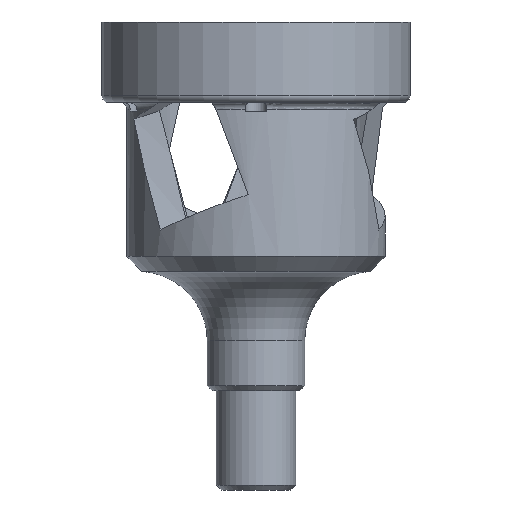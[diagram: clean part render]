
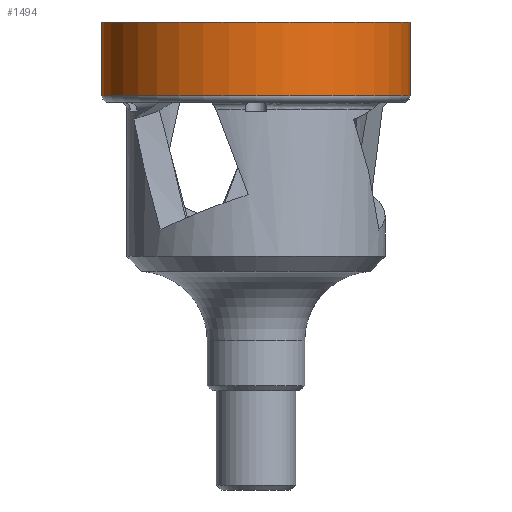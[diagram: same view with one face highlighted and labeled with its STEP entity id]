
A CAD part, front view. The second image highlights one B-rep face of the part: STEP entity #1494.
In plain terms, the highlighted cylindrical face has radius 15.5 mm (diameter 31 mm), a partial arc.
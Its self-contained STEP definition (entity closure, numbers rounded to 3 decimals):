
#12 = CARTESIAN_POINT ( 'NONE',  ( -15.5, 0., 15. ) ) ;
#16 = ORIENTED_EDGE ( 'NONE', *, *, #2249, .T. ) ;
#135 = VECTOR ( 'NONE', #985, 1000. ) ;
#211 = CIRCLE ( 'NONE', #1623, 15.5 ) ;
#293 = CYLINDRICAL_SURFACE ( 'NONE', #2754, 15.5 ) ;
#489 = CARTESIAN_POINT ( 'NONE',  ( 0., 0., 15. ) ) ;
#504 = DIRECTION ( 'NONE',  ( 1., 0., 0. ) ) ;
#617 = ORIENTED_EDGE ( 'NONE', *, *, #1594, .T. ) ;
#643 = LINE ( 'NONE', #12, #3075 ) ;
#693 = VERTEX_POINT ( 'NONE', #1686 ) ;
#930 = FACE_OUTER_BOUND ( 'NONE', #3009, .T. ) ;
#985 = DIRECTION ( 'NONE',  ( 0., 0., 1. ) ) ;
#1036 = CARTESIAN_POINT ( 'NONE',  ( -15.5, 0., 15.7 ) ) ;
#1039 = CARTESIAN_POINT ( 'NONE',  ( 0., 0., 15.7 ) ) ;
#1166 = DIRECTION ( 'NONE',  ( 0., 0., 1. ) ) ;
#1386 = VERTEX_POINT ( 'NONE', #2442 ) ;
#1494 = ADVANCED_FACE ( 'NONE', ( #930 ), #293, .T. ) ;
#1510 = CIRCLE ( 'NONE', #4051, 15.5 ) ;
#1594 = EDGE_CURVE ( 'NONE', #1832, #693, #1510, .T. ) ;
#1623 = AXIS2_PLACEMENT_3D ( 'NONE', #2956, #3305, #2257 ) ;
#1686 = CARTESIAN_POINT ( 'NONE',  ( 15.5, 0., 15.7 ) ) ;
#1832 = VERTEX_POINT ( 'NONE', #1036 ) ;
#2045 = LINE ( 'NONE', #3993, #135 ) ;
#2249 = EDGE_CURVE ( 'NONE', #693, #1386, #2045, .T. ) ;
#2257 = DIRECTION ( 'NONE',  ( 1., 0., 0. ) ) ;
#2442 = CARTESIAN_POINT ( 'NONE',  ( 15.5, 0., 23.1 ) ) ;
#2754 = AXIS2_PLACEMENT_3D ( 'NONE', #489, #1166, #504 ) ;
#2956 = CARTESIAN_POINT ( 'NONE',  ( 0., 0., 23.1 ) ) ;
#3009 = EDGE_LOOP ( 'NONE', ( #3388, #617, #16, #3552 ) ) ;
#3035 = VERTEX_POINT ( 'NONE', #4198 ) ;
#3075 = VECTOR ( 'NONE', #4097, 1000. ) ;
#3216 = EDGE_CURVE ( 'NONE', #3035, #1386, #211, .T. ) ;
#3305 = DIRECTION ( 'NONE',  ( 0., 0., 1. ) ) ;
#3388 = ORIENTED_EDGE ( 'NONE', *, *, #4100, .F. ) ;
#3552 = ORIENTED_EDGE ( 'NONE', *, *, #3216, .F. ) ;
#3768 = DIRECTION ( 'NONE',  ( 0., 0., 1. ) ) ;
#3993 = CARTESIAN_POINT ( 'NONE',  ( 15.5, 0., 15. ) ) ;
#4051 = AXIS2_PLACEMENT_3D ( 'NONE', #1039, #3768, #4082 ) ;
#4082 = DIRECTION ( 'NONE',  ( 1., 0., 0. ) ) ;
#4097 = DIRECTION ( 'NONE',  ( 0., 0., 1. ) ) ;
#4100 = EDGE_CURVE ( 'NONE', #1832, #3035, #643, .T. ) ;
#4198 = CARTESIAN_POINT ( 'NONE',  ( -15.5, 0., 23.1 ) ) ;
